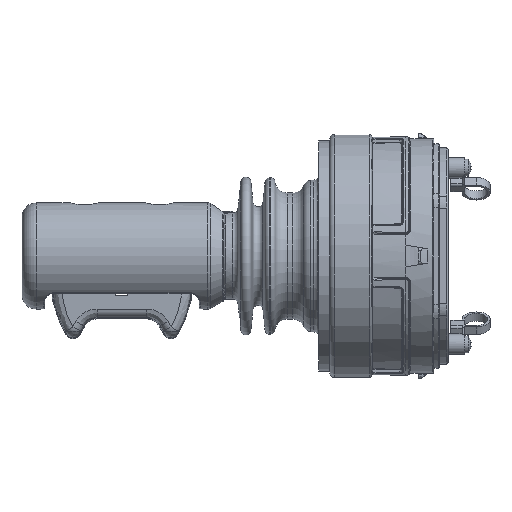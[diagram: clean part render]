
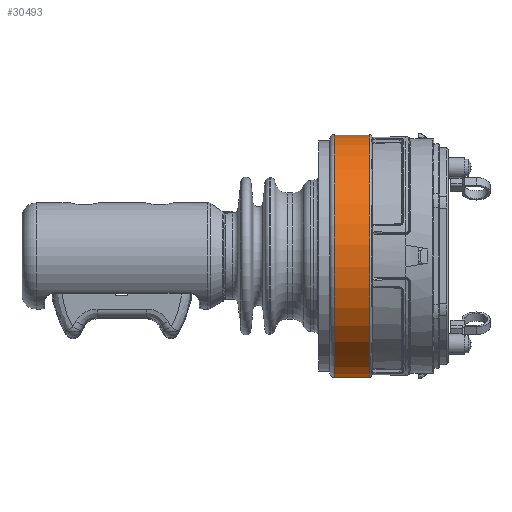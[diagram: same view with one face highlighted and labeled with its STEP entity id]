
A CAD part, left-side view. The second image highlights one B-rep face of the part: STEP entity #30493.
In plain terms, the highlighted cylindrical face has radius 34.417 mm (diameter 68.834 mm), a full revolution.
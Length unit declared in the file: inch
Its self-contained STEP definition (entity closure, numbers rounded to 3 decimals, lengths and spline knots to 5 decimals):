
#30462=CARTESIAN_POINT('',(0.95813,-0.035,0.95813));
#30463=VERTEX_POINT('',#30462);
#30464=CARTESIAN_POINT('',(0.0,-0.035,0.0));
#30465=DIRECTION('',(0.0,-1.0,0.0));
#30466=DIRECTION('',(-0.707,0.0,-0.707));
#30467=AXIS2_PLACEMENT_3D('',#30464,#30465,#30466);
#30468=CIRCLE('',#30467,1.355);
#30469=EDGE_CURVE('',#30463,#30463,#30468,.T.);
#30474=CARTESIAN_POINT('',(0.0,0.41,0.0));
#30475=DIRECTION('',(0.0,1.0,0.0));
#30476=DIRECTION('',(-0.707,0.0,-0.707));
#30477=AXIS2_PLACEMENT_3D('',#30474,#30475,#30476);
#30478=CYLINDRICAL_SURFACE('',#30477,1.355);
#30479=ORIENTED_EDGE('',*,*,#30469,.F.);
#30480=EDGE_LOOP('',(#30479));
#30481=FACE_OUTER_BOUND('',#30480,.T.);
#30482=CARTESIAN_POINT('',(-0.95813,0.36,-0.95813));
#30483=VERTEX_POINT('',#30482);
#30484=CARTESIAN_POINT('',(0.0,0.36,0.0));
#30485=DIRECTION('',(0.0,1.0,0.0));
#30486=DIRECTION('',(-0.707,0.0,-0.707));
#30487=AXIS2_PLACEMENT_3D('',#30484,#30485,#30486);
#30488=CIRCLE('',#30487,1.355);
#30489=EDGE_CURVE('',#30483,#30483,#30488,.T.);
#30490=ORIENTED_EDGE('',*,*,#30489,.F.);
#30491=EDGE_LOOP('',(#30490));
#30492=FACE_BOUND('',#30491,.T.);
#30493=ADVANCED_FACE('',(#30481,#30492),#30478,.T.);
